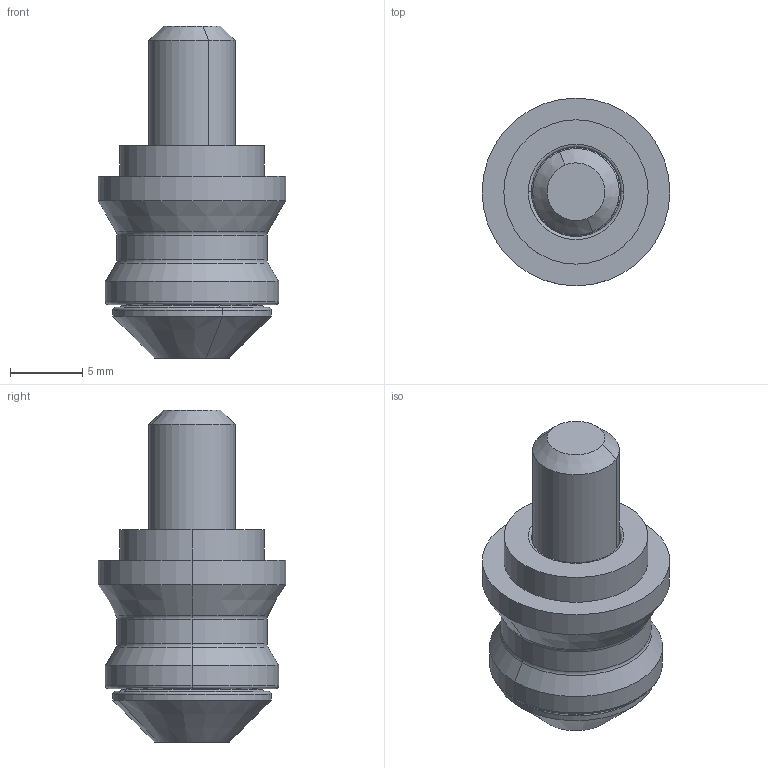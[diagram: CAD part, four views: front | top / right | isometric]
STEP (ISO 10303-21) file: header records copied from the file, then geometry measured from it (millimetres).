
FILE_DESCRIPTION (( 'STEP AP214' ), '1' );
FILE_NAME ('Q2嶺間.STEP', '2019-04-27T00:34:50', ( 'PC' ), ( 'Microsoft' ), 'SwSTEP 2.0', 'SolidWorks 2018', '' );
FILE_SCHEMA (( 'AUTOMOTIVE_DESIGN' ));
Length unit declared in the file: millimetre
Products named in the file (1): Q2嶺間
Bounding box: 13 x 13 x 23 mm (x, y, z)
Volume: 1473.3 mm3; surface area: 1439.8 mm2
Topology: 2 solids, 2 shells, 62 faces, 130 edges, 73 vertices
Faces by surface type: plane 18, cylinder 16, torus 14, cone 14
Entity records: 2359 total; most frequent: DIRECTION 328, CARTESIAN_POINT 264, ORIENTED_EDGE 256, AXIS2_PLACEMENT_3D 137, EDGE_CURVE 128, CIRCLE 74, VERTEX_POINT 73, EDGE_LOOP 67
